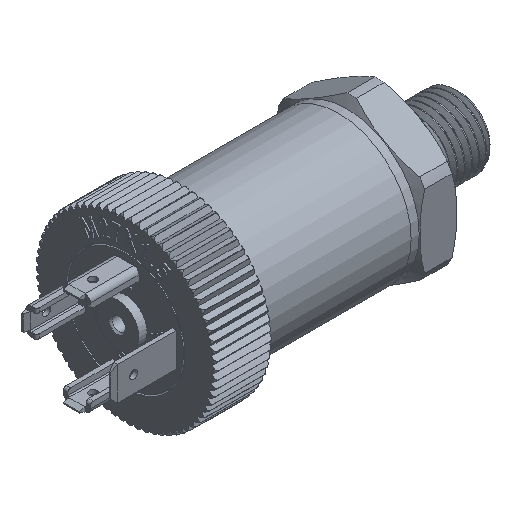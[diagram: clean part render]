
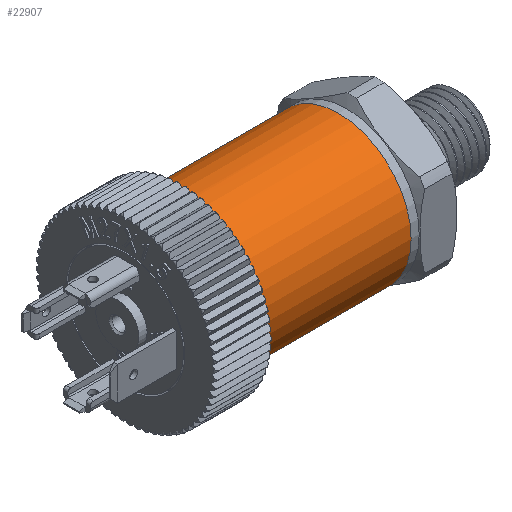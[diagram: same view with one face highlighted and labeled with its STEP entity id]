
A CAD part, isometric view. The second image highlights one B-rep face of the part: STEP entity #22907.
In plain terms, the highlighted cylindrical face has radius 13.45 mm (diameter 26.9 mm), a full revolution.
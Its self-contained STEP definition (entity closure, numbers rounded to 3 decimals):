
#22907=ADVANCED_FACE('',(#64732,#64734,#64736),#64738,.T.);
#64732=FACE_OUTER_BOUND('',#64733,.T.);
#64733=EDGE_LOOP('',(#97460));
#64734=FACE_BOUND('',#64735,.T.);
#64735=EDGE_LOOP('',(#97461,#97462));
#64736=FACE_OUTER_BOUND('',#64737,.T.);
#64737=EDGE_LOOP('',(#97463));
#64738=CYLINDRICAL_SURFACE('',#64739,13.45);
#64739=AXIS2_PLACEMENT_3D('',#64740,#64741,#64742);
#64740=CARTESIAN_POINT('',(35.5,0.,0.));
#64741=DIRECTION('',(-1.,0.,0.));
#64742=DIRECTION('',(0.,0.,1.));
#97460=ORIENTED_EDGE('',*,*,#115004,.T.);
#97461=ORIENTED_EDGE('',*,*,#115005,.T.);
#97462=ORIENTED_EDGE('',*,*,#115006,.T.);
#97463=ORIENTED_EDGE('',*,*,#115007,.F.);
#115004=EDGE_CURVE('',#132455,#132455,#132456,.T.);
#115005=EDGE_CURVE('',#132457,#132458,#132459,.F.);
#115006=EDGE_CURVE('',#132458,#132457,#132460,.T.);
#115007=EDGE_CURVE('',#132461,#132461,#132462,.T.);
#132455=VERTEX_POINT('',#190097);
#132456=CIRCLE('',#190098,13.45);
#132457=VERTEX_POINT('',#190102);
#132458=VERTEX_POINT('',#190103);
#132459=B_SPLINE_CURVE_WITH_KNOTS('',3,
(#190104,#190105,#190106,#190107,#190108,#190109,#190110,#190111,#190112,#190113,
#190114,#190115,#190116,#190117,#190118,#190119,#190120,#190121,#190122,#190123,
#190124,#190125),
.UNSPECIFIED.,.F.,.F.,
(4,1,1,1,1,1,1,1,1,1,1,1,1,1,1,1,1,1,1,4),
(0.,0.027,0.067,0.125,0.2,0.276,
0.347,0.407,0.462,0.5,0.509,
0.56,0.616,0.68,0.747,0.813,
0.88,0.933,0.973,1.),
.UNSPECIFIED.);
#132460=B_SPLINE_CURVE_WITH_KNOTS('',3,
(#190126,#190127,#190128,#190129,#190130,#190131,#190132,#190133,#190134,#190135,
#190136,#190137,#190138,#190139,#190140,#190141,#190142,#190143,#190144,#190145,
#190146,#190147),
.UNSPECIFIED.,.F.,.F.,
(4,1,1,1,1,1,1,1,1,1,1,1,1,1,1,1,1,1,1,4),
(0.,0.027,0.067,0.125,0.2,0.276,
0.347,0.407,0.462,0.5,0.509,
0.56,0.616,0.68,0.747,0.813,
0.88,0.933,0.973,1.),
.UNSPECIFIED.);
#132461=VERTEX_POINT('',#190148);
#132462=CIRCLE('',#190149,13.45);
#190097=CARTESIAN_POINT('',(35.5,0.,13.45));
#190098=AXIS2_PLACEMENT_3D('',#190099,#190100,#190101);
#190099=CARTESIAN_POINT('',(35.5,0.,0.));
#190100=DIRECTION('',(-1.,0.,0.));
#190101=DIRECTION('',(0.,0.,1.));
#190102=CARTESIAN_POINT('',(5.75,0.,13.45));
#190103=CARTESIAN_POINT('',(5.25,0.,13.45));
#190104=CARTESIAN_POINT('',(5.25,0.,13.45));
#190105=CARTESIAN_POINT('',(5.25,-0.007,13.45));
#190106=CARTESIAN_POINT('',(5.251,-0.024,13.45));
#190107=CARTESIAN_POINT('',(5.256,-0.057,13.45));
#190108=CARTESIAN_POINT('',(5.269,-0.1,13.45));
#190109=CARTESIAN_POINT('',(5.296,-0.148,13.449));
#190110=CARTESIAN_POINT('',(5.336,-0.191,13.449));
#190111=CARTESIAN_POINT('',(5.381,-0.222,13.448));
#190112=CARTESIAN_POINT('',(5.426,-0.24,13.448));
#190113=CARTESIAN_POINT('',(5.466,-0.249,13.448));
#190114=CARTESIAN_POINT('',(5.492,-0.25,13.448));
#190115=CARTESIAN_POINT('',(5.518,-0.25,13.448));
#190116=CARTESIAN_POINT('',(5.548,-0.247,13.448));
#190117=CARTESIAN_POINT('',(5.591,-0.234,13.448));
#190118=CARTESIAN_POINT('',(5.635,-0.212,13.448));
#190119=CARTESIAN_POINT('',(5.676,-0.18,13.449));
#190120=CARTESIAN_POINT('',(5.71,-0.139,13.449));
#190121=CARTESIAN_POINT('',(5.733,-0.096,13.45));
#190122=CARTESIAN_POINT('',(5.745,-0.056,13.45));
#190123=CARTESIAN_POINT('',(5.749,-0.024,13.45));
#190124=CARTESIAN_POINT('',(5.75,-0.007,13.45));
#190125=CARTESIAN_POINT('',(5.75,0.,13.45));
#190126=CARTESIAN_POINT('',(5.25,0.,13.45));
#190127=CARTESIAN_POINT('',(5.25,0.007,13.45));
#190128=CARTESIAN_POINT('',(5.251,0.024,13.45));
#190129=CARTESIAN_POINT('',(5.256,0.057,13.45));
#190130=CARTESIAN_POINT('',(5.269,0.1,13.45));
#190131=CARTESIAN_POINT('',(5.296,0.148,13.449));
#190132=CARTESIAN_POINT('',(5.336,0.191,13.449));
#190133=CARTESIAN_POINT('',(5.381,0.222,13.448));
#190134=CARTESIAN_POINT('',(5.426,0.24,13.448));
#190135=CARTESIAN_POINT('',(5.466,0.249,13.448));
#190136=CARTESIAN_POINT('',(5.492,0.25,13.448));
#190137=CARTESIAN_POINT('',(5.518,0.25,13.448));
#190138=CARTESIAN_POINT('',(5.548,0.247,13.448));
#190139=CARTESIAN_POINT('',(5.591,0.234,13.448));
#190140=CARTESIAN_POINT('',(5.635,0.212,13.448));
#190141=CARTESIAN_POINT('',(5.676,0.18,13.449));
#190142=CARTESIAN_POINT('',(5.71,0.139,13.449));
#190143=CARTESIAN_POINT('',(5.733,0.096,13.45));
#190144=CARTESIAN_POINT('',(5.745,0.056,13.45));
#190145=CARTESIAN_POINT('',(5.749,0.024,13.45));
#190146=CARTESIAN_POINT('',(5.75,0.007,13.45));
#190147=CARTESIAN_POINT('',(5.75,0.,13.45));
#190148=CARTESIAN_POINT('',(1.,0.,13.45));
#190149=AXIS2_PLACEMENT_3D('',#190150,#190151,#190152);
#190150=CARTESIAN_POINT('',(1.,0.,0.));
#190151=DIRECTION('',(-1.,0.,0.));
#190152=DIRECTION('',(0.,0.,1.));
